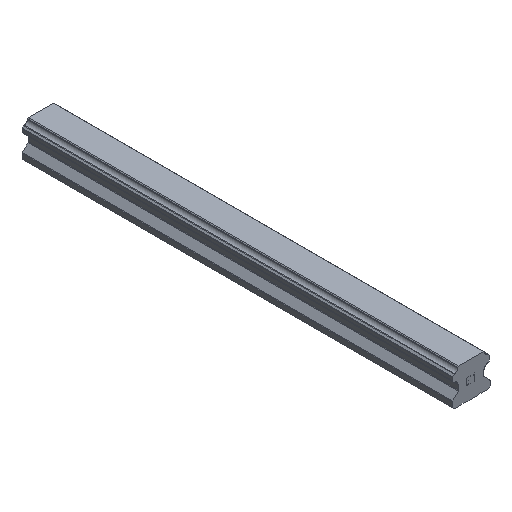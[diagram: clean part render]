
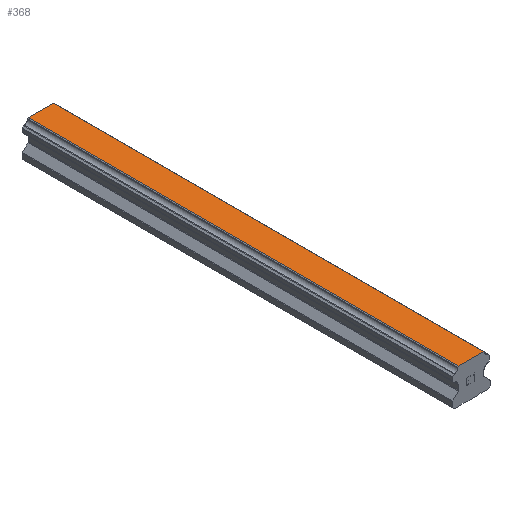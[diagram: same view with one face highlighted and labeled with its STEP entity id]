
A CAD part, isometric view. The second image highlights one B-rep face of the part: STEP entity #368.
In plain terms, the highlighted planar face has unit normal (0, 0, 1).
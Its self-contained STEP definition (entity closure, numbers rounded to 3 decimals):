
#368=ADVANCED_FACE('',(#762),#763,.T.);
#762=FACE_OUTER_BOUND('',#1171,.T.);
#763=PLANE('',#1172);
#1171=EDGE_LOOP('',(#2290,#2291,#2292,#2293));
#1172=AXIS2_PLACEMENT_3D('',#2294,#2295,#2296);
#2290=ORIENTED_EDGE('',*,*,#2839,.T.);
#2291=ORIENTED_EDGE('',*,*,#2932,.F.);
#2292=ORIENTED_EDGE('',*,*,#2703,.T.);
#2293=ORIENTED_EDGE('',*,*,#2930,.T.);
#2294=CARTESIAN_POINT('',(0.,320.0,26.));
#2295=DIRECTION('',(0.0,0.0,1.0));
#2296=DIRECTION('',(-1.0,0.0,0.0));
#2703=EDGE_CURVE('',#3317,#3315,#3318,.T.);
#2839=EDGE_CURVE('',#3544,#3542,#3545,.T.);
#2930=EDGE_CURVE('',#3315,#3544,#3659,.T.);
#2932=EDGE_CURVE('',#3317,#3542,#3661,.T.);
#3315=VERTEX_POINT('',#4188);
#3317=VERTEX_POINT('',#4191);
#3318=LINE('',#4192,#4193);
#3542=VERTEX_POINT('',#4505);
#3544=VERTEX_POINT('',#4508);
#3545=LINE('',#4509,#4510);
#3659=LINE('',#4662,#4663);
#3661=LINE('',#4665,#4666);
#4188=CARTESIAN_POINT('',(-9.342,320.0,26.));
#4191=CARTESIAN_POINT('',(9.342,320.0,26.));
#4192=CARTESIAN_POINT('',(9.342,320.0,26.));
#4193=VECTOR('',#4940,1.0);
#4505=CARTESIAN_POINT('',(9.342,0.0,26.));
#4508=CARTESIAN_POINT('',(-9.342,0.0,26.));
#4509=CARTESIAN_POINT('',(9.342,0.0,26.));
#4510=VECTOR('',#5096,1.0);
#4662=CARTESIAN_POINT('',(-9.342,320.0,26.));
#4663=VECTOR('',#5192,1.0);
#4665=CARTESIAN_POINT('',(9.342,320.0,26.));
#4666=VECTOR('',#5193,1.0);
#4940=DIRECTION('',(-1.0,0.0,0.0));
#5096=DIRECTION('',(1.0,0.0,0.0));
#5192=DIRECTION('',(0.0,-1.0,0.0));
#5193=DIRECTION('',(0.0,-1.0,0.0));
